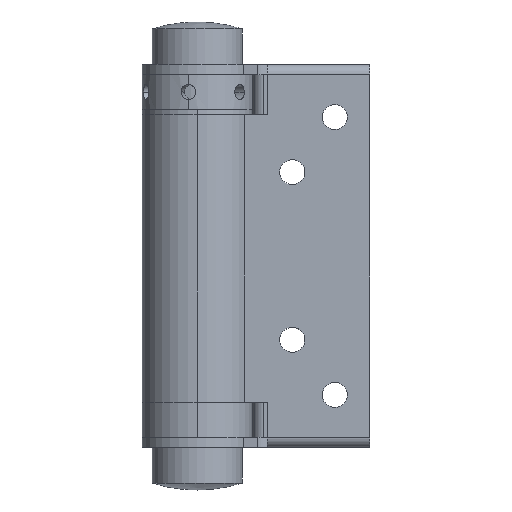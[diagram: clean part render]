
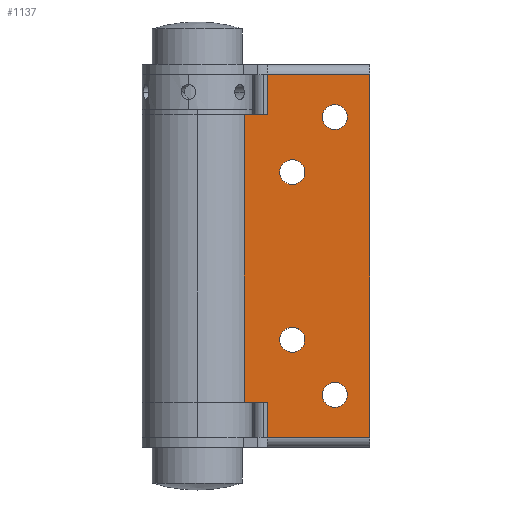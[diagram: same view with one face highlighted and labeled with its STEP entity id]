
A CAD part, top view. The second image highlights one B-rep face of the part: STEP entity #1137.
In plain terms, the highlighted planar face has unit normal (0, 0, 1).
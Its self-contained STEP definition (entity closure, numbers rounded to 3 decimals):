
#1005 = CARTESIAN_POINT ( 'NONE',  ( 34.5, -36.25, 5.75 ) ) ;
#1006 = DIRECTION ( 'NONE',  ( 1., 0., 0. ) ) ;
#1007 = VECTOR ( 'NONE', #1006, 1000. ) ;
#1008 = CARTESIAN_POINT ( 'NONE',  ( 34.5, -36.25, 5.75 ) ) ;
#1009 = LINE ( 'NONE', #1008, #1007 ) ;
#1010 = CARTESIAN_POINT ( 'NONE',  ( 14., -36.25, 5.75 ) ) ;
#1011 = CARTESIAN_POINT ( 'NONE',  ( 14., -29.25, 5.75 ) ) ;
#1012 = DIRECTION ( 'NONE',  ( 0., -1., 0. ) ) ;
#1013 = VECTOR ( 'NONE', #1012, 1000. ) ;
#1014 = CARTESIAN_POINT ( 'NONE',  ( 14., 38.25, 5.75 ) ) ;
#1015 = LINE ( 'NONE', #1014, #1013 ) ;
#1016 = DIRECTION ( 'NONE',  ( 1., 0., 0. ) ) ;
#1017 = DIRECTION ( 'NONE',  ( 0., 0., -1. ) ) ;
#1018 = CARTESIAN_POINT ( 'NONE',  ( 19., 16.75, 5.75 ) ) ;
#1019 = AXIS2_PLACEMENT_3D ( 'NONE', #1018, #1017, #1016 ) ;
#1020 = CIRCLE ( 'NONE', #1019, 2.5 ) ;
#1026 = LINE ( 'NONE', #1032, #1092 ) ;
#1032 = CARTESIAN_POINT ( 'NONE',  ( 9.377, 38.25, 5.75 ) ) ;
#1061 = DIRECTION ( 'NONE',  ( 0., -1., 0. ) ) ;
#1063 = VECTOR ( 'NONE', #1061, 1000. ) ;
#1065 = CARTESIAN_POINT ( 'NONE',  ( 14., 38.25, 5.75 ) ) ;
#1066 = LINE ( 'NONE', #1065, #1063 ) ;
#1091 = DIRECTION ( 'NONE',  ( 0., -1., 0. ) ) ;
#1092 = VECTOR ( 'NONE', #1091, 1000. ) ;
#1127 = EDGE_CURVE ( 'NONE', #1128, #1364, #4578, .T. ) ;
#1128 = VERTEX_POINT ( 'NONE', #4574 ) ;
#1129 = ORIENTED_EDGE ( 'NONE', *, *, #1130, .T. ) ;
#1130 = EDGE_CURVE ( 'NONE', #1128, #1131, #4573, .T. ) ;
#1131 = VERTEX_POINT ( 'NONE', #4558 ) ;
#1132 = ORIENTED_EDGE ( 'NONE', *, *, #1402, .T. ) ;
#1133 = VERTEX_POINT ( 'NONE', #4557 ) ;
#1137 = ADVANCED_FACE ( 'NONE', ( #4556, #4550, #4549, #4548, #4547 ), #4546, .F. ) ;
#1138 = EDGE_LOOP ( 'NONE', ( #1139, #1141 ) ) ;
#1139 = ORIENTED_EDGE ( 'NONE', *, *, #1140, .T. ) ;
#1140 = EDGE_CURVE ( 'NONE', #3418, #3417, #4465, .T. ) ;
#1141 = ORIENTED_EDGE ( 'NONE', *, *, #3416, .T. ) ;
#1142 = EDGE_LOOP ( 'NONE', ( #1143, #1144 ) ) ;
#1143 = ORIENTED_EDGE ( 'NONE', *, *, #3172, .F. ) ;
#1144 = ORIENTED_EDGE ( 'NONE', *, *, #1199, .F. ) ;
#1199 = EDGE_CURVE ( 'NONE', #3378, #3377, #5051, .T. ) ;
#1200 = EDGE_LOOP ( 'NONE', ( #1358, #1362, #1365, #1129, #1132, #1239, #1241, #1242 ) ) ;
#1239 = ORIENTED_EDGE ( 'NONE', *, *, #1240, .T. ) ;
#1240 = EDGE_CURVE ( 'NONE', #1133, #3358, #5299, .T. ) ;
#1241 = ORIENTED_EDGE ( 'NONE', *, *, #1388, .T. ) ;
#1242 = ORIENTED_EDGE ( 'NONE', *, *, #1243, .T. ) ;
#1243 = EDGE_CURVE ( 'NONE', #3367, #1360, #5295, .T. ) ;
#1244 = EDGE_LOOP ( 'NONE', ( #1245, #1246 ) ) ;
#1245 = ORIENTED_EDGE ( 'NONE', *, *, #3392, .F. ) ;
#1246 = ORIENTED_EDGE ( 'NONE', *, *, #1247, .F. ) ;
#1247 = EDGE_CURVE ( 'NONE', #3394, #3393, #5307, .T. ) ;
#1248 = EDGE_LOOP ( 'NONE', ( #1356, #1391 ) ) ;
#1356 = ORIENTED_EDGE ( 'NONE', *, *, #1357, .T. ) ;
#1357 = EDGE_CURVE ( 'NONE', #3403, #3402, #1020, .T. ) ;
#1358 = ORIENTED_EDGE ( 'NONE', *, *, #1359, .T. ) ;
#1359 = EDGE_CURVE ( 'NONE', #1360, #1361, #1015, .T. ) ;
#1360 = VERTEX_POINT ( 'NONE', #1011 ) ;
#1361 = VERTEX_POINT ( 'NONE', #1010 ) ;
#1362 = ORIENTED_EDGE ( 'NONE', *, *, #1363, .T. ) ;
#1363 = EDGE_CURVE ( 'NONE', #1361, #1364, #1009, .T. ) ;
#1364 = VERTEX_POINT ( 'NONE', #1005 ) ;
#1365 = ORIENTED_EDGE ( 'NONE', *, *, #1127, .F. ) ;
#1388 = EDGE_CURVE ( 'NONE', #3358, #3367, #1026, .T. ) ;
#1391 = ORIENTED_EDGE ( 'NONE', *, *, #3401, .T. ) ;
#1402 = EDGE_CURVE ( 'NONE', #1131, #1133, #1066, .T. ) ;
#1455 = DIRECTION ( 'NONE',  ( 1., 0., 0. ) ) ;
#1456 = DIRECTION ( 'NONE',  ( 0., 0., 1. ) ) ;
#1457 = AXIS2_PLACEMENT_3D ( 'NONE', #1464, #1456, #1455 ) ;
#1458 = CIRCLE ( 'NONE', #1457, 2.5 ) ;
#1464 = CARTESIAN_POINT ( 'NONE',  ( 27.5, -27.75, 5.75 ) ) ;
#1842 = CARTESIAN_POINT ( 'NONE',  ( 9.377, -29.25, 5.75 ) ) ;
#1867 = CARTESIAN_POINT ( 'NONE',  ( 9.377, 28.25, 5.75 ) ) ;
#1892 = CARTESIAN_POINT ( 'NONE',  ( 30., -27.75, 5.75 ) ) ;
#1893 = CARTESIAN_POINT ( 'NONE',  ( 25., -27.75, 5.75 ) ) ;
#1905 = CARTESIAN_POINT ( 'NONE',  ( 16.5, 16.75, 5.75 ) ) ;
#1906 = CARTESIAN_POINT ( 'NONE',  ( 21.5, 16.75, 5.75 ) ) ;
#1907 = DIRECTION ( 'NONE',  ( 1., 0., 0. ) ) ;
#1908 = DIRECTION ( 'NONE',  ( 0., 0., -1. ) ) ;
#1909 = CARTESIAN_POINT ( 'NONE',  ( 19., 16.75, 5.75 ) ) ;
#1910 = AXIS2_PLACEMENT_3D ( 'NONE', #1909, #1908, #1907 ) ;
#1911 = CIRCLE ( 'NONE', #1910, 2.5 ) ;
#1924 = CARTESIAN_POINT ( 'NONE',  ( 21.5, -16.75, 5.75 ) ) ;
#1925 = CARTESIAN_POINT ( 'NONE',  ( 16.5, -16.75, 5.75 ) ) ;
#1926 = DIRECTION ( 'NONE',  ( 1., 0., 0. ) ) ;
#1927 = DIRECTION ( 'NONE',  ( 0., 0., 1. ) ) ;
#1928 = CARTESIAN_POINT ( 'NONE',  ( 19., -16.75, 5.75 ) ) ;
#1929 = AXIS2_PLACEMENT_3D ( 'NONE', #1928, #1927, #1926 ) ;
#1930 = CIRCLE ( 'NONE', #1929, 2.5 ) ;
#1941 = CARTESIAN_POINT ( 'NONE',  ( 25., 27.75, 5.75 ) ) ;
#1942 = CARTESIAN_POINT ( 'NONE',  ( 30., 27.75, 5.75 ) ) ;
#1943 = DIRECTION ( 'NONE',  ( 1., 0., 0. ) ) ;
#1944 = DIRECTION ( 'NONE',  ( 0., 0., -1. ) ) ;
#1945 = CARTESIAN_POINT ( 'NONE',  ( 27.5, 27.75, 5.75 ) ) ;
#1946 = AXIS2_PLACEMENT_3D ( 'NONE', #1945, #1944, #1943 ) ;
#1951 = CIRCLE ( 'NONE', #1946, 2.5 ) ;
#3172 = EDGE_CURVE ( 'NONE', #3377, #3378, #1458, .T. ) ;
#3358 = VERTEX_POINT ( 'NONE', #1867 ) ;
#3367 = VERTEX_POINT ( 'NONE', #1842 ) ;
#3377 = VERTEX_POINT ( 'NONE', #1893 ) ;
#3378 = VERTEX_POINT ( 'NONE', #1892 ) ;
#3392 = EDGE_CURVE ( 'NONE', #3393, #3394, #1930, .T. ) ;
#3393 = VERTEX_POINT ( 'NONE', #1925 ) ;
#3394 = VERTEX_POINT ( 'NONE', #1924 ) ;
#3401 = EDGE_CURVE ( 'NONE', #3402, #3403, #1911, .T. ) ;
#3402 = VERTEX_POINT ( 'NONE', #1906 ) ;
#3403 = VERTEX_POINT ( 'NONE', #1905 ) ;
#3416 = EDGE_CURVE ( 'NONE', #3417, #3418, #1951, .T. ) ;
#3417 = VERTEX_POINT ( 'NONE', #1942 ) ;
#3418 = VERTEX_POINT ( 'NONE', #1941 ) ;
#4463 = DIRECTION ( 'NONE',  ( 0., 0., -1. ) ) ;
#4464 = AXIS2_PLACEMENT_3D ( 'NONE', #4507, #4463, #4545 ) ;
#4465 = CIRCLE ( 'NONE', #4464, 2.5 ) ;
#4507 = CARTESIAN_POINT ( 'NONE',  ( 27.5, 27.75, 5.75 ) ) ;
#4540 = DIRECTION ( 'NONE',  ( -1., 0., 0. ) ) ;
#4541 = DIRECTION ( 'NONE',  ( 0., 0., -1. ) ) ;
#4542 = CARTESIAN_POINT ( 'NONE',  ( 34.5, 38.25, 5.75 ) ) ;
#4543 = AXIS2_PLACEMENT_3D ( 'NONE', #4542, #4541, #4540 ) ;
#4545 = DIRECTION ( 'NONE',  ( 1., 0., 0. ) ) ;
#4546 = PLANE ( 'NONE',  #4543 ) ;
#4547 = FACE_BOUND ( 'NONE', #1248, .T. ) ;
#4548 = FACE_BOUND ( 'NONE', #1244, .T. ) ;
#4549 = FACE_OUTER_BOUND ( 'NONE', #1200, .T. ) ;
#4550 = FACE_BOUND ( 'NONE', #1142, .T. ) ;
#4556 = FACE_BOUND ( 'NONE', #1138, .T. ) ;
#4557 = CARTESIAN_POINT ( 'NONE',  ( 14., 28.25, 5.75 ) ) ;
#4558 = CARTESIAN_POINT ( 'NONE',  ( 14., 36.25, 5.75 ) ) ;
#4559 = DIRECTION ( 'NONE',  ( -1., 0., 0. ) ) ;
#4560 = VECTOR ( 'NONE', #4559, 1000. ) ;
#4572 = CARTESIAN_POINT ( 'NONE',  ( 14., 36.25, 5.75 ) ) ;
#4573 = LINE ( 'NONE', #4572, #4560 ) ;
#4574 = CARTESIAN_POINT ( 'NONE',  ( 34.5, 36.25, 5.75 ) ) ;
#4575 = DIRECTION ( 'NONE',  ( 0., -1., 0. ) ) ;
#4576 = VECTOR ( 'NONE', #4575, 1000. ) ;
#4577 = CARTESIAN_POINT ( 'NONE',  ( 34.5, 38.25, 5.75 ) ) ;
#4578 = LINE ( 'NONE', #4577, #4576 ) ;
#5051 = CIRCLE ( 'NONE', #5107, 2.5 ) ;
#5104 = DIRECTION ( 'NONE',  ( 1., 0., 0. ) ) ;
#5105 = DIRECTION ( 'NONE',  ( 0., 0., 1. ) ) ;
#5106 = CARTESIAN_POINT ( 'NONE',  ( 27.5, -27.75, 5.75 ) ) ;
#5107 = AXIS2_PLACEMENT_3D ( 'NONE', #5106, #5105, #5104 ) ;
#5295 = LINE ( 'NONE', #5311, #5310 ) ;
#5296 = DIRECTION ( 'NONE',  ( -1., 0., 0. ) ) ;
#5297 = VECTOR ( 'NONE', #5296, 1000. ) ;
#5298 = CARTESIAN_POINT ( 'NONE',  ( 34.5, 28.25, 5.75 ) ) ;
#5299 = LINE ( 'NONE', #5298, #5297 ) ;
#5303 = DIRECTION ( 'NONE',  ( 1., 0., 0. ) ) ;
#5304 = DIRECTION ( 'NONE',  ( 0., 0., 1. ) ) ;
#5305 = CARTESIAN_POINT ( 'NONE',  ( 19., -16.75, 5.75 ) ) ;
#5306 = AXIS2_PLACEMENT_3D ( 'NONE', #5305, #5304, #5303 ) ;
#5307 = CIRCLE ( 'NONE', #5306, 2.5 ) ;
#5309 = DIRECTION ( 'NONE',  ( 1., 0., 0. ) ) ;
#5310 = VECTOR ( 'NONE', #5309, 1000. ) ;
#5311 = CARTESIAN_POINT ( 'NONE',  ( 34.5, -29.25, 5.75 ) ) ;
